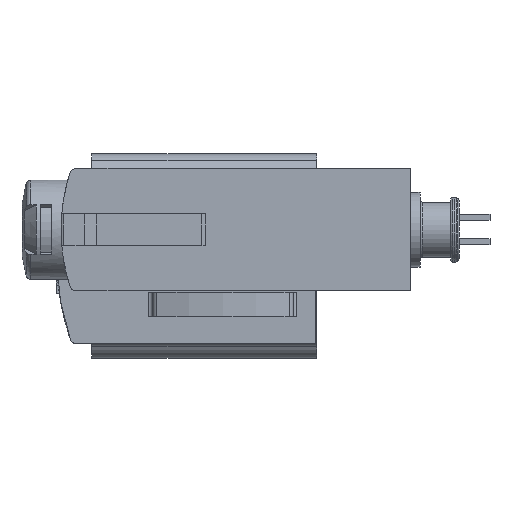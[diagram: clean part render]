
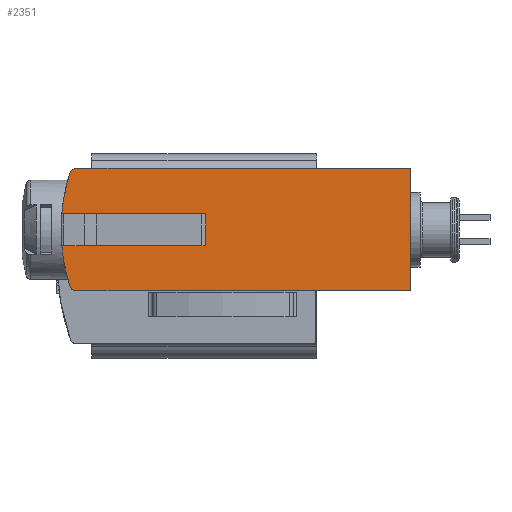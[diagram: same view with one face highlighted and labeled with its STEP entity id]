
A CAD part, left-side view. The second image highlights one B-rep face of the part: STEP entity #2351.
In plain terms, the highlighted planar face has unit normal (-1, 0, 0).
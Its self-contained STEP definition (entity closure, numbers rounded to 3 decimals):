
#34=PLANE('',#2564);
#187=LINE('',#3802,#385);
#196=LINE('',#3820,#394);
#197=LINE('',#3823,#395);
#198=LINE('',#3826,#396);
#199=LINE('',#3828,#397);
#200=LINE('',#3830,#398);
#385=VECTOR('',#2963,1000.);
#394=VECTOR('',#2974,1000.);
#395=VECTOR('',#2975,1000.);
#396=VECTOR('',#2978,1000.);
#397=VECTOR('',#2979,1000.);
#398=VECTOR('',#2982,1000.);
#563=CIRCLE('',#2539,15.);
#566=CIRCLE('',#2542,15.);
#577=CIRCLE('',#2565,0.5);
#578=CIRCLE('',#2566,0.5);
#785=ORIENTED_EDGE('',*,*,#1450,.T.);
#786=ORIENTED_EDGE('',*,*,#1451,.T.);
#787=ORIENTED_EDGE('',*,*,#1385,.F.);
#788=ORIENTED_EDGE('',*,*,#1452,.F.);
#789=ORIENTED_EDGE('',*,*,#1453,.T.);
#790=ORIENTED_EDGE('',*,*,#1454,.T.);
#791=ORIENTED_EDGE('',*,*,#1441,.F.);
#792=ORIENTED_EDGE('',*,*,#1455,.F.);
#793=ORIENTED_EDGE('',*,*,#1388,.F.);
#794=ORIENTED_EDGE('',*,*,#1456,.F.);
#1385=EDGE_CURVE('',#1721,#1722,#563,.T.);
#1388=EDGE_CURVE('',#1724,#1725,#566,.T.);
#1441=EDGE_CURVE('',#1768,#1769,#187,.T.);
#1450=EDGE_CURVE('',#1777,#1778,#196,.T.);
#1451=EDGE_CURVE('',#1778,#1722,#197,.T.);
#1452=EDGE_CURVE('',#1779,#1721,#577,.T.);
#1453=EDGE_CURVE('',#1779,#1780,#198,.T.);
#1454=EDGE_CURVE('',#1780,#1769,#199,.T.);
#1455=EDGE_CURVE('',#1725,#1768,#578,.T.);
#1456=EDGE_CURVE('',#1777,#1724,#200,.T.);
#1721=VERTEX_POINT('',#3683);
#1722=VERTEX_POINT('',#3684);
#1724=VERTEX_POINT('',#3688);
#1725=VERTEX_POINT('',#3690);
#1768=VERTEX_POINT('',#3801);
#1769=VERTEX_POINT('',#3803);
#1777=VERTEX_POINT('',#3821);
#1778=VERTEX_POINT('',#3822);
#1779=VERTEX_POINT('',#3825);
#1780=VERTEX_POINT('',#3827);
#1933=EDGE_LOOP('',(#785,#786,#787,#788,#789,#790,#791,#792,#793,#794));
#2125=FACE_BOUND('',#1933,.T.);
#2351=ADVANCED_FACE('',(#2125),#34,.F.);
#2539=AXIS2_PLACEMENT_3D('',#3682,#2874,#2875);
#2542=AXIS2_PLACEMENT_3D('',#3689,#2880,#2881);
#2564=AXIS2_PLACEMENT_3D('',#3819,#2972,#2973);
#2565=AXIS2_PLACEMENT_3D('',#3824,#2976,#2977);
#2566=AXIS2_PLACEMENT_3D('',#3829,#2980,#2981);
#2874=DIRECTION('',(1.,0.,0.));
#2875=DIRECTION('',(0.,0.,-1.));
#2880=DIRECTION('',(1.,0.,0.));
#2881=DIRECTION('',(0.,0.,-1.));
#2963=DIRECTION('',(0.,-1.,0.));
#2972=DIRECTION('',(1.,0.,0.));
#2973=DIRECTION('',(0.,0.,-1.));
#2974=DIRECTION('',(0.,0.,-1.));
#2975=DIRECTION('',(0.,1.,0.));
#2976=DIRECTION('',(1.,0.,0.));
#2977=DIRECTION('',(0.,0.,-1.));
#2978=DIRECTION('',(0.,-1.,0.));
#2979=DIRECTION('',(0.,0.,1.));
#2980=DIRECTION('',(1.,0.,0.));
#2981=DIRECTION('',(0.,0.,-1.));
#2982=DIRECTION('',(0.,1.,0.));
#3682=CARTESIAN_POINT('',(-102.4,5.85,0.));
#3683=CARTESIAN_POINT('',(-102.4,20.109,-4.655));
#3684=CARTESIAN_POINT('',(-102.4,20.794,-1.3));
#3688=CARTESIAN_POINT('',(-102.4,20.794,1.3));
#3689=CARTESIAN_POINT('',(-102.4,5.85,0.));
#3690=CARTESIAN_POINT('',(-102.4,20.109,4.655));
#3801=CARTESIAN_POINT('',(-102.4,19.634,5.));
#3802=CARTESIAN_POINT('',(-102.4,23.,5.));
#3803=CARTESIAN_POINT('',(-102.4,-7.65,5.));
#3819=CARTESIAN_POINT('',(-102.4,23.,-5.));
#3820=CARTESIAN_POINT('',(-102.4,9.05,1.3));
#3821=CARTESIAN_POINT('',(-102.4,9.05,1.3));
#3822=CARTESIAN_POINT('',(-102.4,9.05,-1.3));
#3823=CARTESIAN_POINT('',(-102.4,9.05,-1.3));
#3824=CARTESIAN_POINT('',(-102.4,19.634,-4.5));
#3825=CARTESIAN_POINT('',(-102.4,19.634,-5.));
#3826=CARTESIAN_POINT('',(-102.4,23.,-5.));
#3827=CARTESIAN_POINT('',(-102.4,-7.65,-5.));
#3828=CARTESIAN_POINT('',(-102.4,-7.65,-47.17));
#3829=CARTESIAN_POINT('',(-102.4,19.634,4.5));
#3830=CARTESIAN_POINT('',(-102.4,9.05,1.3));
